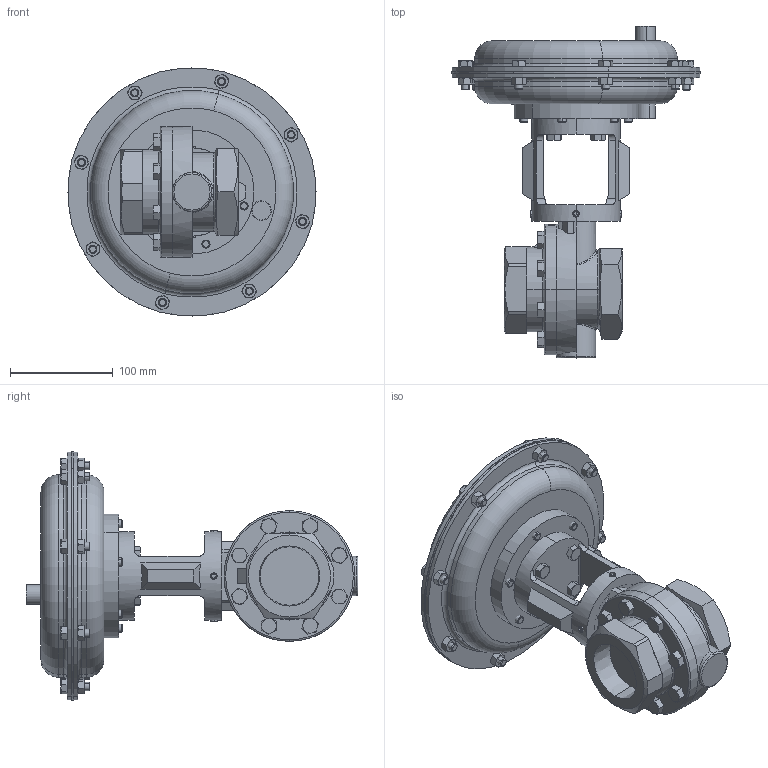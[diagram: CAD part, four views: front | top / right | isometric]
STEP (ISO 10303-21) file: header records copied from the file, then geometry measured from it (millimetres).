
FILE_DESCRIPTION (( 'STEP AP203' ), '1' );
FILE_NAME ('70-200-DI+BR-PT-35M.STEP', '2017-08-31T18:27:46', ( '' ), ( '' ), 'SwSTEP 2.0', 'SolidWorks 2014', '' );
FILE_SCHEMA (( 'CONFIG_CONTROL_DESIGN' ));
Length unit declared in the file: inch
Products named in the file (1): 70-200-DI+BR-PT-35M
Bounding box: 240.92 x 322.36 x 240.92 mm (x, y, z)
Volume: 3696017.5 mm3; surface area: 520712.8 mm2
Topology: 47 solids, 47 shells, 973 faces, 2142 edges, 1300 vertices
Faces by surface type: plane 439, cone 343, cylinder 120, bspline 51, torus 20
Entity records: 41270 total; most frequent: CARTESIAN_POINT 20954, ORIENTED_EDGE 4268, DIRECTION 3944, EDGE_CURVE 2134, AXIS2_PLACEMENT_3D 1554, VERTEX_POINT 1300, EDGE_LOOP 1020, FACE_OUTER_BOUND 973
